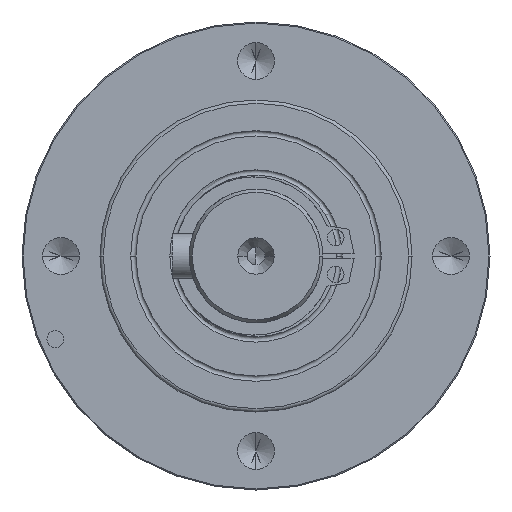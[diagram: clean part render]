
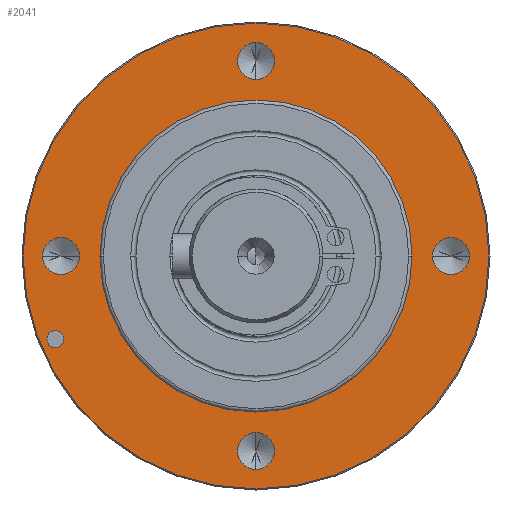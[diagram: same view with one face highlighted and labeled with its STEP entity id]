
A CAD part, left-side view. The second image highlights one B-rep face of the part: STEP entity #2041.
In plain terms, the highlighted planar face has unit normal (-1, 0, 0).
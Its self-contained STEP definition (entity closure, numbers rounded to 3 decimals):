
#453=CARTESIAN_POINT('',(0.,17.5,0.));
#454=DIRECTION('',(-1.,0.,0.));
#455=DIRECTION('',(0.,1.,0.));
#456=AXIS2_PLACEMENT_3D('',#453,#454,#455);
#458=CARTESIAN_POINT('',(0.,17.5,0.));
#459=DIRECTION('',(-1.,0.,0.));
#460=DIRECTION('',(0.,-1.,0.));
#461=AXIS2_PLACEMENT_3D('',#458,#459,#460);
#463=CARTESIAN_POINT('',(0.,0.,17.5));
#464=DIRECTION('',(-1.,0.,0.));
#465=DIRECTION('',(0.,0.,1.));
#466=AXIS2_PLACEMENT_3D('',#463,#464,#465);
#468=CARTESIAN_POINT('',(0.,0.,17.5));
#469=DIRECTION('',(-1.,0.,0.));
#470=DIRECTION('',(0.,0.,-1.));
#471=AXIS2_PLACEMENT_3D('',#468,#469,#470);
#473=CARTESIAN_POINT('',(0.,-17.5,0.));
#474=DIRECTION('',(-1.,0.,0.));
#475=DIRECTION('',(0.,-1.,0.));
#476=AXIS2_PLACEMENT_3D('',#473,#474,#475);
#478=CARTESIAN_POINT('',(0.,-17.5,0.));
#479=DIRECTION('',(-1.,0.,0.));
#480=DIRECTION('',(0.,1.,0.));
#481=AXIS2_PLACEMENT_3D('',#478,#479,#480);
#483=CARTESIAN_POINT('',(0.,0.,-17.5));
#484=DIRECTION('',(-1.,0.,0.));
#485=DIRECTION('',(0.,0.,-1.));
#486=AXIS2_PLACEMENT_3D('',#483,#484,#485);
#488=CARTESIAN_POINT('',(0.,0.,-17.5));
#489=DIRECTION('',(-1.,0.,0.));
#490=DIRECTION('',(0.,0.,1.));
#491=AXIS2_PLACEMENT_3D('',#488,#489,#490);
#493=CARTESIAN_POINT('',(0.,18.016,-7.462));
#494=DIRECTION('',(1.,0.,0.));
#495=DIRECTION('',(0.,1.,0.));
#496=AXIS2_PLACEMENT_3D('',#493,#494,#495);
#498=CARTESIAN_POINT('',(0.,18.016,-7.462));
#499=DIRECTION('',(1.,0.,0.));
#500=DIRECTION('',(0.,-1.,0.));
#501=AXIS2_PLACEMENT_3D('',#498,#499,#500);
#503=CARTESIAN_POINT('',(0.,0.,0.));
#504=DIRECTION('',(-1.,0.,0.));
#505=DIRECTION('',(0.,1.,0.));
#506=AXIS2_PLACEMENT_3D('',#503,#504,#505);
#508=CARTESIAN_POINT('',(0.,0.,0.));
#509=DIRECTION('',(-1.,0.,0.));
#510=DIRECTION('',(0.,-1.,0.));
#511=AXIS2_PLACEMENT_3D('',#508,#509,#510);
#522=CARTESIAN_POINT('',(0.,0.,0.));
#523=DIRECTION('',(-1.,0.,0.));
#524=DIRECTION('',(0.,1.,0.));
#525=AXIS2_PLACEMENT_3D('',#522,#523,#524);
#1107=CARTESIAN_POINT('',(0.,0.,0.));
#1108=DIRECTION('',(1.,0.,0.));
#1109=DIRECTION('',(0.,1.,0.));
#1110=AXIS2_PLACEMENT_3D('',#1107,#1108,#1109);
#1357=CARTESIAN_POINT('',(0.,14.,0.));
#1358=CARTESIAN_POINT('',(0.,-14.,0.));
#1359=VERTEX_POINT('',#1357);
#1360=VERTEX_POINT('',#1358);
#1461=CARTESIAN_POINT('',(0.,20.9,0.));
#1462=CARTESIAN_POINT('',(0.,-20.9,0.));
#1463=VERTEX_POINT('',#1461);
#1464=VERTEX_POINT('',#1462);
#1501=CARTESIAN_POINT('',(0.,19.15,0.));
#1502=CARTESIAN_POINT('',(0.,15.85,0.));
#1503=VERTEX_POINT('',#1501);
#1504=VERTEX_POINT('',#1502);
#1537=CARTESIAN_POINT('',(0.,0.,19.15));
#1538=CARTESIAN_POINT('',(0.,0.,15.85));
#1539=VERTEX_POINT('',#1537);
#1540=VERTEX_POINT('',#1538);
#1547=CARTESIAN_POINT('',(0.,-19.15,0.));
#1548=CARTESIAN_POINT('',(0.,-15.85,0.));
#1549=VERTEX_POINT('',#1547);
#1550=VERTEX_POINT('',#1548);
#1557=CARTESIAN_POINT('',(0.,0.,-19.15));
#1558=CARTESIAN_POINT('',(0.,0.,-15.85));
#1559=VERTEX_POINT('',#1557);
#1560=VERTEX_POINT('',#1558);
#1565=CARTESIAN_POINT('',(0.,18.766,-7.462));
#1566=CARTESIAN_POINT('',(0.,17.266,-7.462));
#1567=VERTEX_POINT('',#1565);
#1568=VERTEX_POINT('',#1566);
#1995=CARTESIAN_POINT('',(0.,0.,0.));
#1996=DIRECTION('',(1.,0.,0.));
#1997=DIRECTION('',(0.,-1.,0.));
#1998=AXIS2_PLACEMENT_3D('',#1995,#1996,#1997);
#1999=PLANE('',#1998);
#2001=ORIENTED_EDGE('',*,*,#2000,.F.);
#2002=ORIENTED_EDGE('',*,*,#1985,.F.);
#2003=EDGE_LOOP('',(#2001,#2002));
#2004=FACE_OUTER_BOUND('',#2003,.F.);
#2006=ORIENTED_EDGE('',*,*,#2005,.T.);
#2008=ORIENTED_EDGE('',*,*,#2007,.T.);
#2009=EDGE_LOOP('',(#2006,#2008));
#2010=FACE_BOUND('',#2009,.F.);
#2012=ORIENTED_EDGE('',*,*,#2011,.T.);
#2014=ORIENTED_EDGE('',*,*,#2013,.T.);
#2015=EDGE_LOOP('',(#2012,#2014));
#2016=FACE_BOUND('',#2015,.F.);
#2018=ORIENTED_EDGE('',*,*,#2017,.T.);
#2020=ORIENTED_EDGE('',*,*,#2019,.T.);
#2021=EDGE_LOOP('',(#2018,#2020));
#2022=FACE_BOUND('',#2021,.F.);
#2024=ORIENTED_EDGE('',*,*,#2023,.T.);
#2026=ORIENTED_EDGE('',*,*,#2025,.T.);
#2027=EDGE_LOOP('',(#2024,#2026));
#2028=FACE_BOUND('',#2027,.F.);
#2030=ORIENTED_EDGE('',*,*,#2029,.F.);
#2032=ORIENTED_EDGE('',*,*,#2031,.F.);
#2033=EDGE_LOOP('',(#2030,#2032));
#2034=FACE_BOUND('',#2033,.F.);
#2036=ORIENTED_EDGE('',*,*,#2035,.T.);
#2038=ORIENTED_EDGE('',*,*,#2037,.F.);
#2039=EDGE_LOOP('',(#2036,#2038));
#2040=FACE_BOUND('',#2039,.F.);
#2041=ADVANCED_FACE('',(#2004,#2010,#2016,#2022,#2028,#2034,#2040),#1999,.F.);
#457=CIRCLE('',#456,1.65);
#462=CIRCLE('',#461,1.65);
#467=CIRCLE('',#466,1.65);
#472=CIRCLE('',#471,1.65);
#477=CIRCLE('',#476,1.65);
#482=CIRCLE('',#481,1.65);
#487=CIRCLE('',#486,1.65);
#492=CIRCLE('',#491,1.65);
#497=CIRCLE('',#496,0.75);
#502=CIRCLE('',#501,0.75);
#507=CIRCLE('',#506,20.9);
#512=CIRCLE('',#511,20.9);
#526=CIRCLE('',#525,14.);
#1111=CIRCLE('',#1110,14.);
#1985=EDGE_CURVE('',#1464,#1463,#512,.T.);
#2000=EDGE_CURVE('',#1463,#1464,#507,.T.);
#2005=EDGE_CURVE('',#1503,#1504,#457,.T.);
#2007=EDGE_CURVE('',#1504,#1503,#462,.T.);
#2011=EDGE_CURVE('',#1539,#1540,#467,.T.);
#2013=EDGE_CURVE('',#1540,#1539,#472,.T.);
#2017=EDGE_CURVE('',#1549,#1550,#477,.T.);
#2019=EDGE_CURVE('',#1550,#1549,#482,.T.);
#2023=EDGE_CURVE('',#1559,#1560,#487,.T.);
#2025=EDGE_CURVE('',#1560,#1559,#492,.T.);
#2029=EDGE_CURVE('',#1567,#1568,#497,.T.);
#2031=EDGE_CURVE('',#1568,#1567,#502,.T.);
#2035=EDGE_CURVE('',#1359,#1360,#526,.T.);
#2037=EDGE_CURVE('',#1359,#1360,#1111,.T.);
